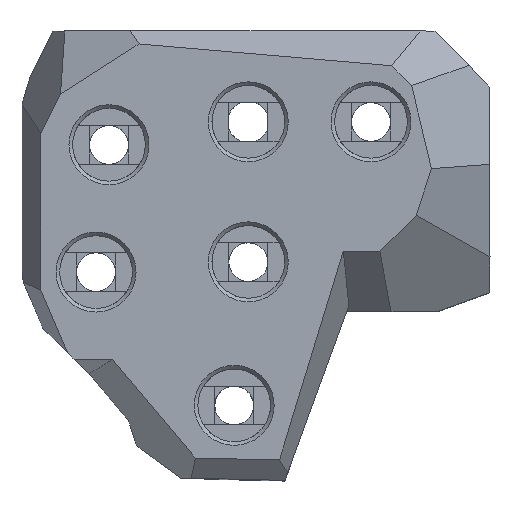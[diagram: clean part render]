
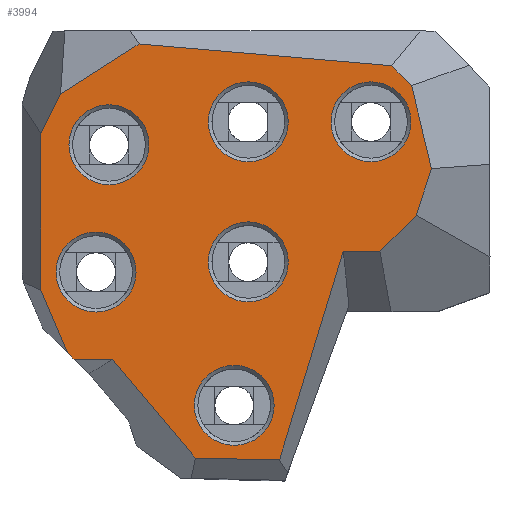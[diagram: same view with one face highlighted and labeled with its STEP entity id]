
A CAD part, top view. The second image highlights one B-rep face of the part: STEP entity #3994.
In plain terms, the highlighted planar face has unit normal (0, 0, 1).
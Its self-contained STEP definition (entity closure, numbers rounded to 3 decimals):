
#16=FACE_BOUND('',#633,.T.);
#17=FACE_BOUND('',#634,.T.);
#18=FACE_BOUND('',#635,.T.);
#19=FACE_BOUND('',#636,.T.);
#20=FACE_BOUND('',#637,.T.);
#21=FACE_BOUND('',#638,.T.);
#152=CIRCLE('',#4226,3.3);
#154=CIRCLE('',#4229,3.3);
#156=CIRCLE('',#4232,3.3);
#158=CIRCLE('',#4235,3.3);
#160=CIRCLE('',#4238,3.3);
#162=CIRCLE('',#4241,3.3);
#411=FACE_OUTER_BOUND('',#632,.T.);
#632=EDGE_LOOP('',(#3314,#3315,#3316,#3317,#3318,#3319,#3320,#3321,#3322,
#3323,#3324,#3325,#3326,#3327,#3328));
#633=EDGE_LOOP('',(#3329));
#634=EDGE_LOOP('',(#3330));
#635=EDGE_LOOP('',(#3331));
#636=EDGE_LOOP('',(#3332));
#637=EDGE_LOOP('',(#3333));
#638=EDGE_LOOP('',(#3334));
#746=LINE('',#5695,#1160);
#801=LINE('',#5847,#1215);
#873=LINE('',#6390,#1287);
#875=LINE('',#6393,#1289);
#1037=LINE('',#6799,#1451);
#1039=LINE('',#6804,#1453);
#1043=LINE('',#6810,#1457);
#1047=LINE('',#6817,#1461);
#1049=LINE('',#6820,#1463);
#1050=LINE('',#6824,#1464);
#1053=LINE('',#6828,#1467);
#1054=LINE('',#6833,#1468);
#1055=LINE('',#6834,#1469);
#1056=LINE('',#6836,#1470);
#1057=LINE('',#6837,#1471);
#1160=VECTOR('',#4502,4.231);
#1215=VECTOR('',#4611,10.651);
#1287=VECTOR('',#4887,7.038);
#1289=VECTOR('',#4891,4.058);
#1451=VECTOR('',#5291,7.689);
#1453=VECTOR('',#5295,5.583);
#1457=VECTOR('',#5301,3.629);
#1461=VECTOR('',#5307,0.767);
#1463=VECTOR('',#5311,3.169);
#1464=VECTOR('',#5314,17.98);
#1467=VECTOR('',#5319,12.929);
#1468=VECTOR('',#5326,6.936);
#1469=VECTOR('',#5327,3.028);
#1470=VECTOR('',#5328,2.333);
#1471=VECTOR('',#5329,20.921);
#1576=VERTEX_POINT('',#5692);
#1577=VERTEX_POINT('',#5694);
#1634=VERTEX_POINT('',#5844);
#1635=VERTEX_POINT('',#5846);
#1729=VERTEX_POINT('',#6387);
#1730=VERTEX_POINT('',#6389);
#1733=VERTEX_POINT('',#6407);
#1735=VERTEX_POINT('',#6413);
#1737=VERTEX_POINT('',#6419);
#1739=VERTEX_POINT('',#6425);
#1741=VERTEX_POINT('',#6431);
#1743=VERTEX_POINT('',#6437);
#1854=VERTEX_POINT('',#6796);
#1855=VERTEX_POINT('',#6798);
#1856=VERTEX_POINT('',#6802);
#1857=VERTEX_POINT('',#6803);
#1858=VERTEX_POINT('',#6808);
#1860=VERTEX_POINT('',#6815);
#1861=VERTEX_POINT('',#6822);
#1862=VERTEX_POINT('',#6823);
#1864=VERTEX_POINT('',#6835);
#1953=EDGE_CURVE('',#1576,#1577,#746,.T.);
#2024=EDGE_CURVE('',#1635,#1634,#801,.T.);
#2170=EDGE_CURVE('',#1729,#1730,#873,.T.);
#2172=EDGE_CURVE('',#1730,#1576,#875,.T.);
#2180=EDGE_CURVE('',#1733,#1733,#152,.T.);
#2183=EDGE_CURVE('',#1735,#1735,#154,.T.);
#2186=EDGE_CURVE('',#1737,#1737,#156,.T.);
#2189=EDGE_CURVE('',#1739,#1739,#158,.T.);
#2192=EDGE_CURVE('',#1741,#1741,#160,.T.);
#2195=EDGE_CURVE('',#1743,#1743,#162,.T.);
#2383=EDGE_CURVE('',#1854,#1855,#1037,.T.);
#2385=EDGE_CURVE('',#1856,#1857,#1039,.T.);
#2389=EDGE_CURVE('',#1858,#1854,#1043,.T.);
#2393=EDGE_CURVE('',#1860,#1856,#1047,.T.);
#2395=EDGE_CURVE('',#1860,#1635,#1049,.T.);
#2396=EDGE_CURVE('',#1861,#1862,#1050,.T.);
#2399=EDGE_CURVE('',#1857,#1858,#1053,.T.);
#2401=EDGE_CURVE('',#1634,#1861,#1054,.T.);
#2402=EDGE_CURVE('',#1577,#1862,#1055,.T.);
#2403=EDGE_CURVE('',#1864,#1729,#1056,.T.);
#2404=EDGE_CURVE('',#1855,#1864,#1057,.T.);
#3314=ORIENTED_EDGE('',*,*,#2024,.T.);
#3315=ORIENTED_EDGE('',*,*,#2401,.T.);
#3316=ORIENTED_EDGE('',*,*,#2396,.T.);
#3317=ORIENTED_EDGE('',*,*,#2402,.F.);
#3318=ORIENTED_EDGE('',*,*,#1953,.F.);
#3319=ORIENTED_EDGE('',*,*,#2172,.F.);
#3320=ORIENTED_EDGE('',*,*,#2170,.F.);
#3321=ORIENTED_EDGE('',*,*,#2403,.F.);
#3322=ORIENTED_EDGE('',*,*,#2404,.F.);
#3323=ORIENTED_EDGE('',*,*,#2383,.F.);
#3324=ORIENTED_EDGE('',*,*,#2389,.F.);
#3325=ORIENTED_EDGE('',*,*,#2399,.F.);
#3326=ORIENTED_EDGE('',*,*,#2385,.F.);
#3327=ORIENTED_EDGE('',*,*,#2393,.F.);
#3328=ORIENTED_EDGE('',*,*,#2395,.T.);
#3329=ORIENTED_EDGE('',*,*,#2195,.F.);
#3330=ORIENTED_EDGE('',*,*,#2192,.F.);
#3331=ORIENTED_EDGE('',*,*,#2189,.F.);
#3332=ORIENTED_EDGE('',*,*,#2186,.F.);
#3333=ORIENTED_EDGE('',*,*,#2183,.F.);
#3334=ORIENTED_EDGE('',*,*,#2180,.F.);
#3800=PLANE('',#4344);
#3994=ADVANCED_FACE('',(#411,#16,#17,#18,#19,#20,#21),#3800,.T.);
#4226=AXIS2_PLACEMENT_3D('',#6409,#4913,#4914);
#4229=AXIS2_PLACEMENT_3D('',#6415,#4920,#4921);
#4232=AXIS2_PLACEMENT_3D('',#6421,#4927,#4928);
#4235=AXIS2_PLACEMENT_3D('',#6427,#4934,#4935);
#4238=AXIS2_PLACEMENT_3D('',#6433,#4941,#4942);
#4241=AXIS2_PLACEMENT_3D('',#6439,#4948,#4949);
#4344=AXIS2_PLACEMENT_3D('',#6832,#5324,#5325);
#4502=DIRECTION('',(-0.707,-0.707,0.));
#4611=DIRECTION('',(0.643,-0.766,0.));
#4887=DIRECTION('',(0.232,-0.973,0.));
#4891=DIRECTION('',(-0.311,-0.951,0.));
#4913=DIRECTION('center_axis',(0.,0.,1.));
#4914=DIRECTION('ref_axis',(1.,0.,0.));
#4920=DIRECTION('center_axis',(0.,0.,1.));
#4921=DIRECTION('ref_axis',(1.,0.,0.));
#4927=DIRECTION('center_axis',(0.,0.,1.));
#4928=DIRECTION('ref_axis',(1.,0.,0.));
#4934=DIRECTION('center_axis',(0.,0.,1.));
#4935=DIRECTION('ref_axis',(1.,0.,0.));
#4941=DIRECTION('center_axis',(0.,0.,1.));
#4942=DIRECTION('ref_axis',(1.,0.,0.));
#4948=DIRECTION('center_axis',(0.,0.,1.));
#4949=DIRECTION('ref_axis',(1.,0.,0.));
#5291=DIRECTION('',(0.843,0.538,0.));
#5295=DIRECTION('',(-0.392,0.92,0.));
#5301=DIRECTION('',(0.444,0.896,0.));
#5307=DIRECTION('',(-0.707,0.707,0.));
#5311=DIRECTION('',(1.,0.,0.));
#5314=DIRECTION('',(0.293,0.956,0.));
#5319=DIRECTION('',(0.,1.,0.));
#5324=DIRECTION('center_axis',(0.,0.,1.));
#5325=DIRECTION('ref_axis',(-1.,0.,0.));
#5326=DIRECTION('',(1.,-0.024,0.));
#5327=DIRECTION('',(-1.,0.,0.));
#5328=DIRECTION('',(0.707,-0.707,0.));
#5329=DIRECTION('',(0.996,-0.086,0.));
#5692=CARTESIAN_POINT('',(-81.087,-16.269,101.77));
#5694=CARTESIAN_POINT('',(-84.079,-19.26,101.77));
#5695=CARTESIAN_POINT('',(-81.087,-16.269,101.77));
#5844=CARTESIAN_POINT('',(-99.304,-36.287,101.77));
#5846=CARTESIAN_POINT('',(-106.147,-28.126,101.77));
#5847=CARTESIAN_POINT('',(-106.147,-28.126,101.77));
#6387=CARTESIAN_POINT('',(-81.46,-5.565,101.77));
#6389=CARTESIAN_POINT('',(-79.826,-12.411,101.77));
#6390=CARTESIAN_POINT('',(-81.46,-5.565,101.77));
#6393=CARTESIAN_POINT('',(-79.826,-12.411,101.77));
#6407=CARTESIAN_POINT('',(-92.8,-31.943,101.77));
#6409=CARTESIAN_POINT('Origin',(-96.1,-31.943,101.77));
#6413=CARTESIAN_POINT('',(-104.201,-20.943,101.77));
#6415=CARTESIAN_POINT('Origin',(-107.501,-20.943,101.77));
#6419=CARTESIAN_POINT('',(-91.638,-8.545,101.77));
#6421=CARTESIAN_POINT('Origin',(-94.938,-8.545,101.77));
#6425=CARTESIAN_POINT('',(-81.513,-8.545,101.77));
#6427=CARTESIAN_POINT('Origin',(-84.813,-8.545,101.77));
#6431=CARTESIAN_POINT('',(-103.132,-10.438,101.77));
#6433=CARTESIAN_POINT('Origin',(-106.432,-10.438,101.77));
#6437=CARTESIAN_POINT('',(-91.638,-20.104,101.77));
#6439=CARTESIAN_POINT('Origin',(-94.938,-20.104,101.77));
#6796=CARTESIAN_POINT('',(-110.433,-6.266,101.77));
#6798=CARTESIAN_POINT('',(-103.954,-2.126,101.77));
#6799=CARTESIAN_POINT('',(-110.433,-6.266,101.77));
#6802=CARTESIAN_POINT('',(-109.859,-27.583,101.77));
#6803=CARTESIAN_POINT('',(-112.045,-22.446,101.77));
#6804=CARTESIAN_POINT('',(-109.859,-27.583,101.77));
#6808=CARTESIAN_POINT('',(-112.046,-9.517,101.77));
#6810=CARTESIAN_POINT('',(-112.046,-9.517,101.77));
#6815=CARTESIAN_POINT('',(-109.316,-28.126,101.77));
#6817=CARTESIAN_POINT('',(-109.316,-28.126,101.77));
#6820=CARTESIAN_POINT('',(-109.316,-28.126,101.77));
#6822=CARTESIAN_POINT('',(-92.369,-36.452,101.77));
#6823=CARTESIAN_POINT('',(-87.106,-19.26,101.77));
#6824=CARTESIAN_POINT('',(-92.369,-36.452,101.77));
#6828=CARTESIAN_POINT('',(-112.045,-22.446,101.77));
#6832=CARTESIAN_POINT('Origin',(-96.557,-16.319,101.77));
#6833=CARTESIAN_POINT('',(-99.304,-36.287,101.77));
#6834=CARTESIAN_POINT('',(-84.079,-19.26,101.77));
#6835=CARTESIAN_POINT('',(-83.11,-3.916,101.77));
#6836=CARTESIAN_POINT('',(-83.11,-3.916,101.77));
#6837=CARTESIAN_POINT('',(-103.954,-2.126,101.77));
